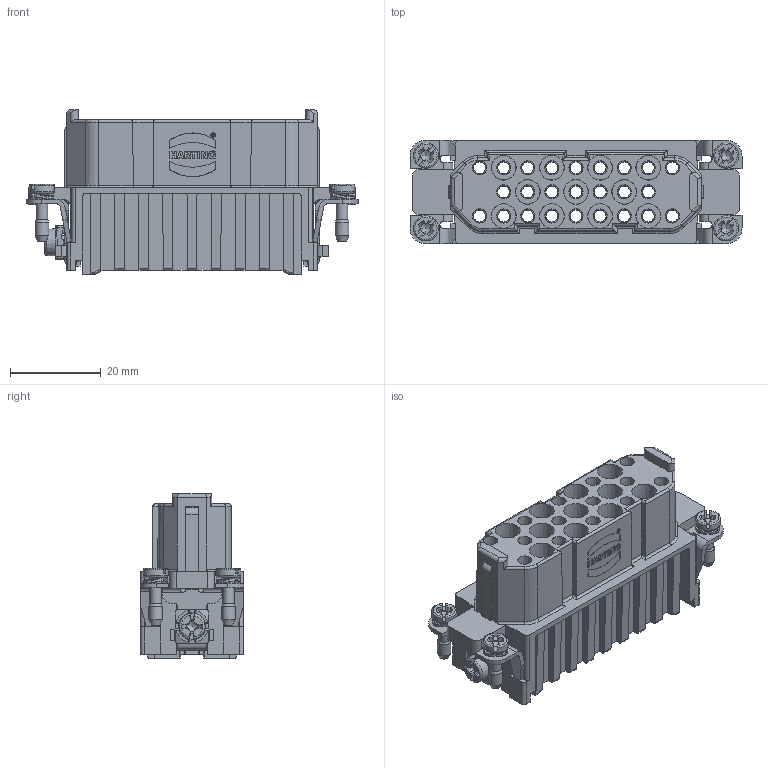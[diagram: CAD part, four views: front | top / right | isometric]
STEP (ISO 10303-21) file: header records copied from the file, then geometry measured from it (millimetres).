
FILE_DESCRIPTION(/* description */ (''),/* implementation_level */ '2;1');
FILE_NAME(/* name */ '100542397ugm000_d.stp',/* time_stamp */ '2017-11-28T14:14:44+01:00',/* author */ (''),/* organization */ (''),/* preprocessor_version */ 'ST-DEVELOPER v16',/* originating_system */ 'SIEMENS PLM Software NX 10.0',/* authorisation */ '');
FILE_SCHEMA (('AUTOMOTIVE_DESIGN { 1 0 10303 214 3 1 1 1 }'));
Length unit declared in the file: millimetre
Products named in the file (1): 100542397ugm000_d
Bounding box: 73 x 22.8 x 36.15 mm (x, y, z)
Volume: 21175.2 mm3; surface area: 23347.4 mm2
Topology: 1 solids, 1 shells, 1170 faces, 3280 edges, 2225 vertices
Faces by surface type: plane 653, cylinder 231, cone 145, bspline 95, torus 40, extrusion 6
Full cylindrical faces by diameter (mm): 0.671 x1, 0.984 x1, 2.5 x4, 2.57 x4, 2.62 x25, 2.85 x1, 3 x5, 3.5 x1, 4 x2, 5.5 x4
Entity records: 48291 total; most frequent: CARTESIAN_POINT 11203, ORIENTED_EDGE 5972, DIRECTION 5600, EDGE_CURVE 2986, VERTEX_POINT 2016, AXIS2_PLACEMENT_3D 1904, VECTOR 1792, LINE 1786
